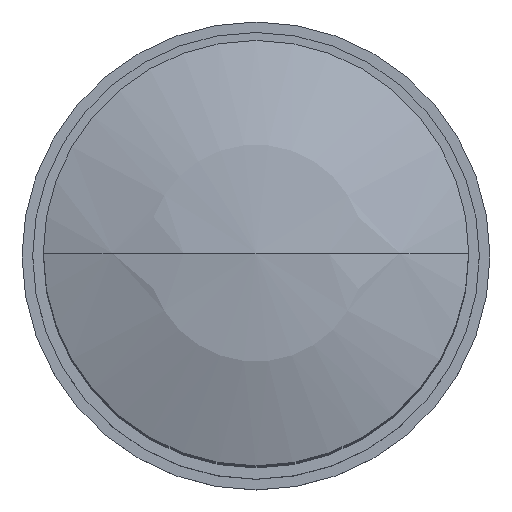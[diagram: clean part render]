
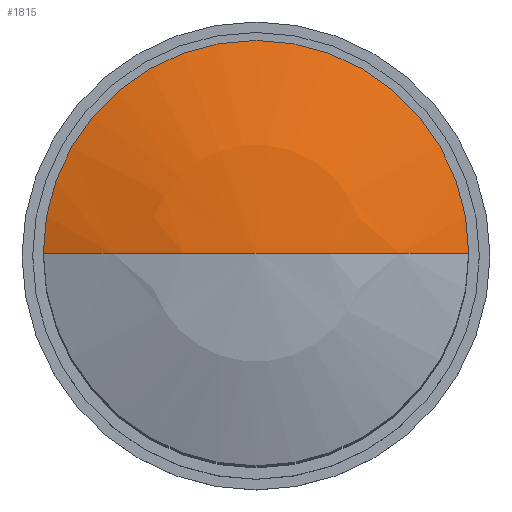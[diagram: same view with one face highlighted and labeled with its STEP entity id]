
A CAD part, top view. The second image highlights one B-rep face of the part: STEP entity #1815.
In plain terms, the highlighted spherical face has radius 52 mm.
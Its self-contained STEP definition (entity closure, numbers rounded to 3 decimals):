
#1781=CARTESIAN_POINT('POINT3095',(0.,0.,
   159.));
#1782=VERTEX_POINT('VERTEX3095',#1781);
#1783=CARTESIAN_POINT('POINT3096',(-20.,0.,
   155.));
#1784=VERTEX_POINT('VERTEX3096',#1783);
#1785=CARTESIAN_POINT('POS5256',(0.,
   0.,107.));
#1786=DIRECTION('DIR7919',(0.,-1.,0.));
#1787=DIRECTION('DIR7920',(0.,0.,1.));
#1788=AXIS2_PLACEMENT_3D('AXIS2664',#1785,#1786,#1787);
#1789=CIRCLE('ELLIPSE1145',#1788,52.);
#1790=EDGE_CURVE('EDGE4735',#1782,#1784,#1789,.T.);
#1791=ORIENTED_EDGE('COEDGE9491',*,*,#1790,.F.);
#1792=CARTESIAN_POINT('POINT3097',(20.,0.,
   155.));
#1793=VERTEX_POINT('VERTEX3097',#1792);
#1794=CARTESIAN_POINT('POS5257',(0.,
   0.,107.));
#1795=DIRECTION('DIR7921',(0.,-1.,0.));
#1796=DIRECTION('DIR7922',(0.,0.,1.));
#1797=AXIS2_PLACEMENT_3D('AXIS2665',#1794,#1795,#1796);
#1798=CIRCLE('ELLIPSE1146',#1797,52.);
#1799=EDGE_CURVE('EDGE4736',#1793,#1782,#1798,.T.);
#1800=ORIENTED_EDGE('COEDGE9492',*,*,#1799,.F.);
#1801=CARTESIAN_POINT('POS5258',(0.,0.,155.));
#1802=DIRECTION('DIR7923',(0.,0.,-1.));
#1803=DIRECTION('DIR7924',(1.,0.,0.));
#1804=AXIS2_PLACEMENT_3D('AXIS2666',#1801,#1802,#1803);
#1805=CIRCLE('ELLIPSE1147',#1804,20.);
#1806=EDGE_CURVE('EDGE4737',#1784,#1793,#1805,.T.);
#1807=ORIENTED_EDGE('COEDGE9493',*,*,#1806,.F.);
#1808=EDGE_LOOP('NONE',(#1791,#1800,#1807));
#1809=FACE_BOUND('LOOP1',#1808,.T.);
#1810=CARTESIAN_POINT('POS5259',(0.,
   0.,107.));
#1811=DIRECTION('DIR7925',(0.,0.,1.));
#1812=DIRECTION('DIR7926',(1.,0.,0.));
#1813=AXIS2_PLACEMENT_3D('AXIS2667',#1810,#1811,#1812);
#1814=SPHERICAL_SURFACE('SPHERE_SURF19',#1813,52.);
#1815=ADVANCED_FACE('FACE2078',(#1809),#1814,.T.);
